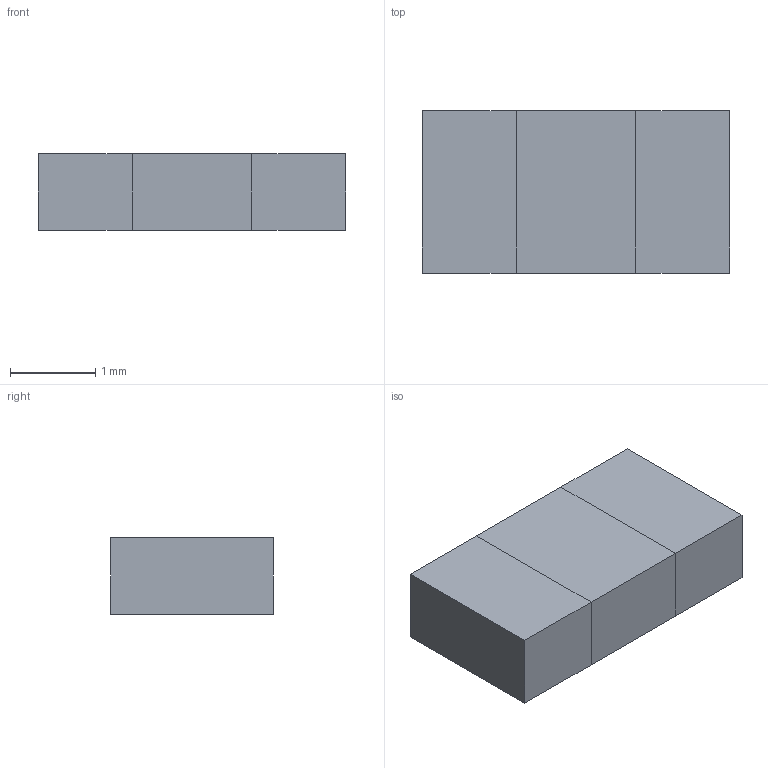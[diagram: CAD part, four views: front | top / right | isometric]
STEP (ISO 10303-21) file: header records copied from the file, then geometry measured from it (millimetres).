
FILE_DESCRIPTION( ( '' ), ' ' );
FILE_NAME( '58711c11608a37105df14061.step', '2017-01-07T16:49:22', ( '' ), ( '' ), ' ', ' ', ' ' );
FILE_SCHEMA( ( 'AUTOMOTIVE_DESIGN { 1 0 10303 214 1 1 1 1 }' ) );
Length unit declared in the file: metre
Products named in the file (3): Open CASCADE STEP translator 6.8 6; Open CASCADE STEP translator 6.8 5; Open CASCADE STEP translator 6.8 4
Bounding box: 3.6 x 1.9 x 0.9 mm (x, y, z)
Volume: 6.2 mm3; surface area: 30.4 mm2
Topology: 3 solids, 3 shells, 18 faces, 36 edges, 24 vertices
Faces by surface type: plane 18
Entity records: 820 total; most frequent: CARTESIAN_POINT 81, DIRECTION 78, ORIENTED_EDGE 72, STYLED_ITEM 54, PRESENTATION_STYLE_ASSIGNMENT 54, COLOUR_RGB 54, EDGE_CURVE 36, CURVE_STYLE 36
